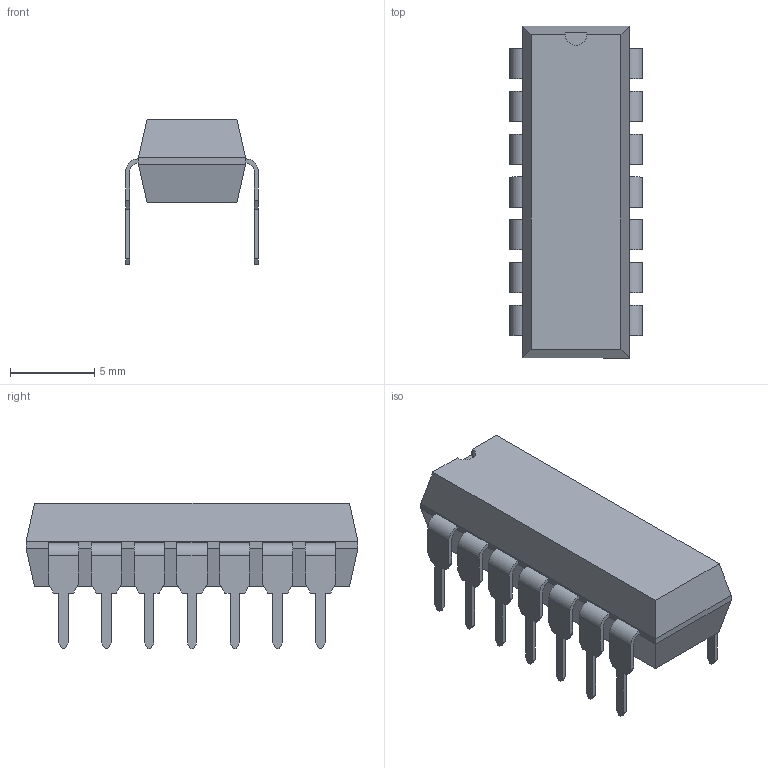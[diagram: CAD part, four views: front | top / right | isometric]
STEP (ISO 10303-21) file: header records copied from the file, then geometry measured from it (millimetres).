
FILE_DESCRIPTION((''),'2;1');
FILE_NAME('DIP14-300.stp','2008-10-14T13:05:27',(''),(''),'Mechanical Desktop 2009','Mechanical Desktop 2009',', , ');
FILE_SCHEMA(('AUTOMOTIVE_DESIGN { 1 2 10303 214 1 1 1 1 }'));
Length unit declared in the file: millimetre
Products named in the file (1): Product
Bounding box: 7.87 x 19.69 x 8.63 mm (x, y, z)
Volume: 585.4 mm3; surface area: 715.4 mm2
Topology: 15 solids, 15 shells, 270 faces, 710 edges, 470 vertices
Faces by surface type: plane 129, bspline 112, cylinder 29
Entity records: 8230 total; most frequent: CARTESIAN_POINT 1787, ORIENTED_EDGE 1420, DIRECTION 1086, EDGE_CURVE 710, VECTOR 652, LINE 652, VERTEX_POINT 470, EDGE_LOOP 270
